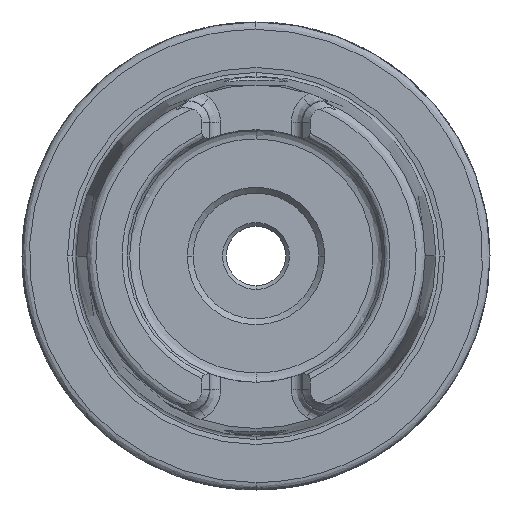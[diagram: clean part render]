
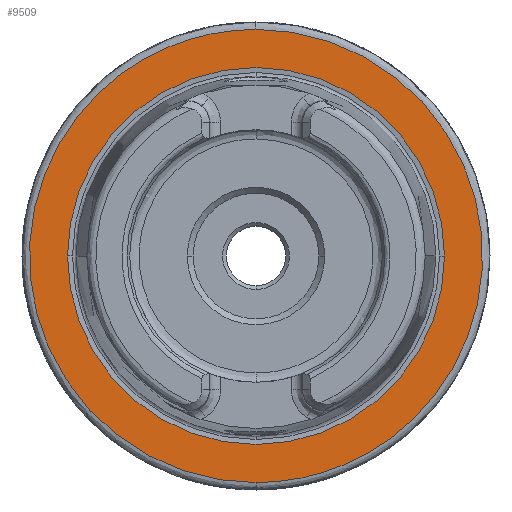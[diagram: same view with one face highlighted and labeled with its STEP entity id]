
A CAD part, left-side view. The second image highlights one B-rep face of the part: STEP entity #9509.
In plain terms, the highlighted planar face has unit normal (-1, 0, 0).
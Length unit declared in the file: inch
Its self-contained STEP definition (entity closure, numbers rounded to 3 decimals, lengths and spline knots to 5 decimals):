
#659 = EDGE_LOOP ( 'NONE', ( #7191, #8655 ) ) ;
#1611 = CARTESIAN_POINT ( 'NONE',  ( 0., 0., 1.20079 ) ) ;
#1922 =( BOUNDED_CURVE ( )  B_SPLINE_CURVE ( 3, ( #13248, #13326, #11957, #9673 ),
 .UNSPECIFIED., .F., .T. ) 
 B_SPLINE_CURVE_WITH_KNOTS ( ( 4, 4 ),
 ( 0.5, 1. ),
 .UNSPECIFIED. ) 
 CURVE ( )  GEOMETRIC_REPRESENTATION_ITEM ( )  RATIONAL_B_SPLINE_CURVE ( ( 1., 0.333, 0.333, 1. ) ) 
 REPRESENTATION_ITEM ( '' )  );
#2061 = CIRCLE ( 'NONE', #10542, 0.99897 ) ;
#2441 = EDGE_CURVE ( 'NONE', #2712, #4691, #11627, .T. ) ;
#2712 = VERTEX_POINT ( 'NONE', #8339 ) ;
#2920 = DIRECTION ( 'NONE',  ( 0., -1., 0. ) ) ;
#3267 = FACE_BOUND ( 'NONE', #3926, .T. ) ;
#3530 = CARTESIAN_POINT ( 'NONE',  ( 0., 0.99897, 0. ) ) ;
#3926 = EDGE_LOOP ( 'NONE', ( #11338, #9786 ) ) ;
#4015 = EDGE_CURVE ( 'NONE', #11505, #4898, #2061, .T. ) ;
#4189 = AXIS2_PLACEMENT_3D ( 'NONE', #8857, #8706, #6669 ) ;
#4255 = PLANE ( 'NONE',  #4189 ) ;
#4691 = VERTEX_POINT ( 'NONE', #5822 ) ;
#4898 = VERTEX_POINT ( 'NONE', #3530 ) ;
#5269 = CARTESIAN_POINT ( 'NONE',  ( 0., 0., 0. ) ) ;
#5822 = CARTESIAN_POINT ( 'NONE',  ( 0., 0., -1.20079 ) ) ;
#6592 = EDGE_CURVE ( 'NONE', #4898, #11505, #13401, .T. ) ;
#6669 = DIRECTION ( 'NONE',  ( 0., -1., 0. ) ) ;
#6843 = AXIS2_PLACEMENT_3D ( 'NONE', #11052, #13413, #9906 ) ;
#7191 = ORIENTED_EDGE ( 'NONE', *, *, #12618, .F. ) ;
#8339 = CARTESIAN_POINT ( 'NONE',  ( 0., 0., 1.20079 ) ) ;
#8655 = ORIENTED_EDGE ( 'NONE', *, *, #2441, .F. ) ;
#8706 = DIRECTION ( 'NONE',  ( -1., 0., 0. ) ) ;
#8857 = CARTESIAN_POINT ( 'NONE',  ( 0., 1.20079, 0. ) ) ;
#9509 = ADVANCED_FACE ( 'NONE', ( #3267, #14653 ), #4255, .T. ) ;
#9673 = CARTESIAN_POINT ( 'NONE',  ( 0., 0., 1.20079 ) ) ;
#9786 = ORIENTED_EDGE ( 'NONE', *, *, #6592, .T. ) ;
#9906 = DIRECTION ( 'NONE',  ( 0., -1., 0. ) ) ;
#9947 = CARTESIAN_POINT ( 'NONE',  ( 0., 0., -1.20079 ) ) ;
#10542 = AXIS2_PLACEMENT_3D ( 'NONE', #5269, #14759, #2920 ) ;
#11052 = CARTESIAN_POINT ( 'NONE',  ( 0., 0., 0. ) ) ;
#11338 = ORIENTED_EDGE ( 'NONE', *, *, #4015, .T. ) ;
#11505 = VERTEX_POINT ( 'NONE', #12123 ) ;
#11627 =( BOUNDED_CURVE ( )  B_SPLINE_CURVE ( 3, ( #1611, #12003, #13298, #9947 ),
 .UNSPECIFIED., .F., .F. ) 
 B_SPLINE_CURVE_WITH_KNOTS ( ( 4, 4 ),
 ( 0., 0.5 ),
 .UNSPECIFIED. ) 
 CURVE ( )  GEOMETRIC_REPRESENTATION_ITEM ( )  RATIONAL_B_SPLINE_CURVE ( ( 1., 0.333, 0.333, 1. ) ) 
 REPRESENTATION_ITEM ( '' )  );
#11957 = CARTESIAN_POINT ( 'NONE',  ( 0., 2.40157, 1.20079 ) ) ;
#12003 = CARTESIAN_POINT ( 'NONE',  ( 0., -2.40157, 1.20079 ) ) ;
#12123 = CARTESIAN_POINT ( 'NONE',  ( 0., -0.99897, 0. ) ) ;
#12618 = EDGE_CURVE ( 'NONE', #4691, #2712, #1922, .T. ) ;
#13248 = CARTESIAN_POINT ( 'NONE',  ( 0., 0., -1.20079 ) ) ;
#13298 = CARTESIAN_POINT ( 'NONE',  ( 0., -2.40157, -1.20079 ) ) ;
#13326 = CARTESIAN_POINT ( 'NONE',  ( 0., 2.40157, -1.20079 ) ) ;
#13401 = CIRCLE ( 'NONE', #6843, 0.99897 ) ;
#13413 = DIRECTION ( 'NONE',  ( 1., 0., 0. ) ) ;
#14653 = FACE_OUTER_BOUND ( 'NONE', #659, .T. ) ;
#14759 = DIRECTION ( 'NONE',  ( 1., 0., 0. ) ) ;
